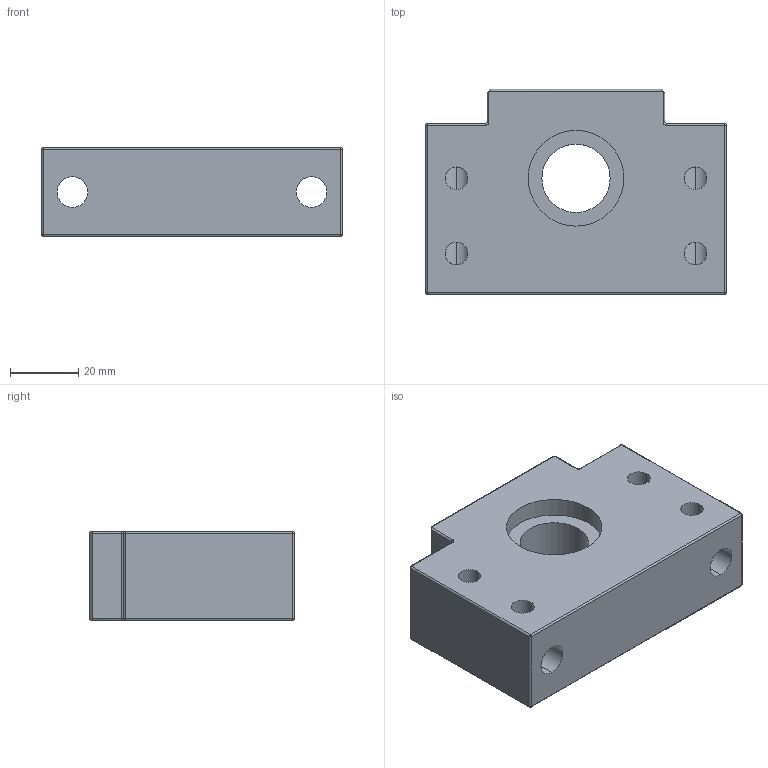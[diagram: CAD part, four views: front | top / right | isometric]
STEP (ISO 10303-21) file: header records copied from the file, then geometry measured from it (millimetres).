
FILE_DESCRIPTION (( 'STEP AP214' ), '1' );
FILE_NAME ('BF[BF20].STEP', '2022-09-04T23:46:35', ( 'China' ), ( 'Home' ), 'SwSTEP 2.0', 'SolidWorks 2017', '' );
FILE_SCHEMA (( 'AUTOMOTIVE_DESIGN' ));
Length unit declared in the file: millimetre
Products named in the file (1): BF[BF20]
Bounding box: 88 x 60 x 26 mm (x, y, z)
Volume: 107269.2 mm3; surface area: 21942.6 mm2
Topology: 1 solids, 1 shells, 72 faces, 182 edges, 104 vertices
Faces by surface type: cylinder 44, plane 16, sphere 8, torus 4
Entity records: 2520 total; most frequent: CARTESIAN_POINT 647, DIRECTION 372, ORIENTED_EDGE 348, EDGE_CURVE 174, AXIS2_PLACEMENT_3D 149, VERTEX_POINT 104, EDGE_LOOP 86, CIRCLE 76
